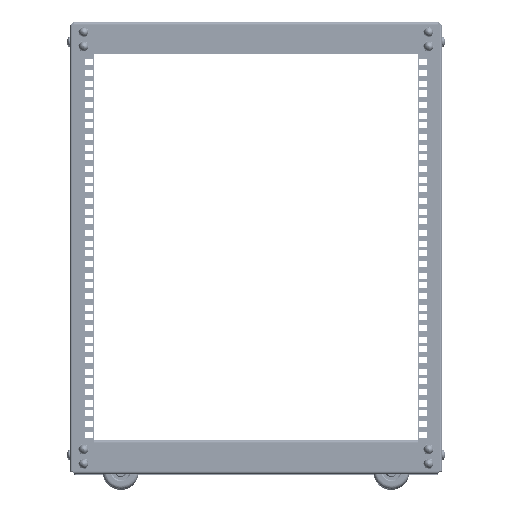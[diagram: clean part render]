
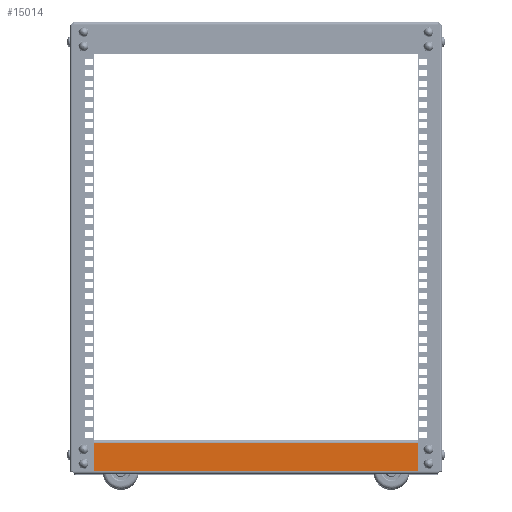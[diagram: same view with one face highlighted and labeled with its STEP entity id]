
A CAD part, top view. The second image highlights one B-rep face of the part: STEP entity #15014.
In plain terms, the highlighted face is planar.
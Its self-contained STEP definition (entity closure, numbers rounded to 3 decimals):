
#221 = DIRECTION ( 'NONE',  ( 0., 0., -1. ) ) ;
#357 = ORIENTED_EDGE ( 'NONE', *, *, #44185, .F. ) ;
#1619 = FACE_BOUND ( 'NONE', #29384, .T. ) ;
#1806 = AXIS2_PLACEMENT_3D ( 'NONE', #45047, #26936, #5060 ) ;
#2405 = VERTEX_POINT ( 'NONE', #45089 ) ;
#3278 = VERTEX_POINT ( 'NONE', #16527 ) ;
#3523 = PLANE ( 'NONE',  #15115 ) ;
#3910 = DIRECTION ( 'NONE',  ( 0., 0., 1. ) ) ;
#4419 = EDGE_CURVE ( 'NONE', #7997, #39563, #30964, .T. ) ;
#4947 = VECTOR ( 'NONE', #5124, 1000. ) ;
#5060 = DIRECTION ( 'NONE',  ( 0., 0., 1. ) ) ;
#5124 = DIRECTION ( 'NONE',  ( 0., -1., 0. ) ) ;
#5240 = CIRCLE ( 'NONE', #18169, 4.5 ) ;
#5498 = CARTESIAN_POINT ( 'NONE',  ( 0., 34., 244.75 ) ) ;
#5667 = CARTESIAN_POINT ( 'NONE',  ( 0., 34., 240.25 ) ) ;
#6137 = CARTESIAN_POINT ( 'NONE',  ( 0., 43.5, -253. ) ) ;
#6600 = DIRECTION ( 'NONE',  ( -1., 0., 0. ) ) ;
#6843 = CARTESIAN_POINT ( 'NONE',  ( 0., 45., 253. ) ) ;
#7997 = VERTEX_POINT ( 'NONE', #30773 ) ;
#8738 = AXIS2_PLACEMENT_3D ( 'NONE', #5667, #23900, #34906 ) ;
#9020 = CIRCLE ( 'NONE', #1806, 4.5 ) ;
#9535 = FACE_OUTER_BOUND ( 'NONE', #25659, .T. ) ;
#10982 = VERTEX_POINT ( 'NONE', #40080 ) ;
#11222 = VECTOR ( 'NONE', #34818, 1000. ) ;
#11356 = EDGE_LOOP ( 'NONE', ( #357, #33908 ) ) ;
#11786 = CARTESIAN_POINT ( 'NONE',  ( 0., 14., -240.25 ) ) ;
#12751 = CARTESIAN_POINT ( 'NONE',  ( 0., 45., 253. ) ) ;
#13452 = ORIENTED_EDGE ( 'NONE', *, *, #43442, .F. ) ;
#13589 = CARTESIAN_POINT ( 'NONE',  ( 0., 34., -240.25 ) ) ;
#14025 = CARTESIAN_POINT ( 'NONE',  ( 0., 43.5, 253. ) ) ;
#15014 = ADVANCED_FACE ( 'NONE', ( #27121, #24223, #1619, #42892, #9535 ), #3523, .F. ) ;
#15115 = AXIS2_PLACEMENT_3D ( 'NONE', #6843, #24895, #22199 ) ;
#15358 = CARTESIAN_POINT ( 'NONE',  ( 0., 34., -240.25 ) ) ;
#15474 = AXIS2_PLACEMENT_3D ( 'NONE', #43422, #25445, #3910 ) ;
#16259 = EDGE_CURVE ( 'NONE', #24124, #24797, #19874, .T. ) ;
#16287 = DIRECTION ( 'NONE',  ( 0., 0., 1. ) ) ;
#16527 = CARTESIAN_POINT ( 'NONE',  ( 0., 3.5, 253. ) ) ;
#17379 = DIRECTION ( 'NONE',  ( 0., 0., 1. ) ) ;
#17634 = EDGE_CURVE ( 'NONE', #32861, #3278, #38337, .T. ) ;
#18169 = AXIS2_PLACEMENT_3D ( 'NONE', #21439, #21747, #42895 ) ;
#18205 = CARTESIAN_POINT ( 'NONE',  ( 0., 34., 240.25 ) ) ;
#18554 = EDGE_CURVE ( 'NONE', #10982, #23950, #40024, .T. ) ;
#19842 = CARTESIAN_POINT ( 'NONE',  ( 0., 14., 235.75 ) ) ;
#19874 = CIRCLE ( 'NONE', #45122, 4.5 ) ;
#20575 = LINE ( 'NONE', #39895, #25665 ) ;
#21439 = CARTESIAN_POINT ( 'NONE',  ( 0., 14., 240.25 ) ) ;
#21591 = CARTESIAN_POINT ( 'NONE',  ( 0., 14., -244.75 ) ) ;
#21747 = DIRECTION ( 'NONE',  ( -1., 0., 0. ) ) ;
#21757 = EDGE_LOOP ( 'NONE', ( #45357, #23573 ) ) ;
#22023 = EDGE_CURVE ( 'NONE', #43469, #2405, #43441, .T. ) ;
#22199 = DIRECTION ( 'NONE',  ( 0., 1., 0. ) ) ;
#23573 = ORIENTED_EDGE ( 'NONE', *, *, #24034, .F. ) ;
#23900 = DIRECTION ( 'NONE',  ( -1., 0., 0. ) ) ;
#23950 = VERTEX_POINT ( 'NONE', #5498 ) ;
#24034 = EDGE_CURVE ( 'NONE', #29764, #24968, #5240, .T. ) ;
#24124 = VERTEX_POINT ( 'NONE', #21591 ) ;
#24146 = EDGE_CURVE ( 'NONE', #32861, #43469, #20575, .T. ) ;
#24223 = FACE_BOUND ( 'NONE', #21757, .T. ) ;
#24797 = VERTEX_POINT ( 'NONE', #40774 ) ;
#24895 = DIRECTION ( 'NONE',  ( 1., 0., 0. ) ) ;
#24968 = VERTEX_POINT ( 'NONE', #34301 ) ;
#25445 = DIRECTION ( 'NONE',  ( -1., 0., 0. ) ) ;
#25659 = EDGE_LOOP ( 'NONE', ( #38098, #28609, #35063, #27472 ) ) ;
#25665 = VECTOR ( 'NONE', #221, 1000. ) ;
#26098 = CIRCLE ( 'NONE', #8738, 4.5 ) ;
#26587 = LINE ( 'NONE', #32019, #36156 ) ;
#26936 = DIRECTION ( 'NONE',  ( -1., 0., 0. ) ) ;
#27121 = FACE_BOUND ( 'NONE', #44058, .T. ) ;
#27472 = ORIENTED_EDGE ( 'NONE', *, *, #17634, .F. ) ;
#28609 = ORIENTED_EDGE ( 'NONE', *, *, #22023, .T. ) ;
#29384 = EDGE_LOOP ( 'NONE', ( #31757, #35311 ) ) ;
#29747 = AXIS2_PLACEMENT_3D ( 'NONE', #18205, #43457, #39985 ) ;
#29764 = VERTEX_POINT ( 'NONE', #19842 ) ;
#29854 = DIRECTION ( 'NONE',  ( -1., 0., 0. ) ) ;
#30773 = CARTESIAN_POINT ( 'NONE',  ( 0., 34., -244.75 ) ) ;
#30964 = CIRCLE ( 'NONE', #41770, 4.5 ) ;
#31310 = CARTESIAN_POINT ( 'NONE',  ( 0., 34., -235.75 ) ) ;
#31434 = EDGE_CURVE ( 'NONE', #24968, #29764, #44518, .T. ) ;
#31757 = ORIENTED_EDGE ( 'NONE', *, *, #40949, .F. ) ;
#32019 = CARTESIAN_POINT ( 'NONE',  ( 0., 3.5, -253. ) ) ;
#32175 = DIRECTION ( 'NONE',  ( 0., 0., 1. ) ) ;
#32861 = VERTEX_POINT ( 'NONE', #14025 ) ;
#33908 = ORIENTED_EDGE ( 'NONE', *, *, #16259, .F. ) ;
#34301 = CARTESIAN_POINT ( 'NONE',  ( 0., 14., 244.75 ) ) ;
#34818 = DIRECTION ( 'NONE',  ( 0., -1., 0. ) ) ;
#34906 = DIRECTION ( 'NONE',  ( 0., 0., 1. ) ) ;
#34951 = AXIS2_PLACEMENT_3D ( 'NONE', #15358, #45021, #16287 ) ;
#35063 = ORIENTED_EDGE ( 'NONE', *, *, #38706, .T. ) ;
#35311 = ORIENTED_EDGE ( 'NONE', *, *, #4419, .F. ) ;
#36156 = VECTOR ( 'NONE', #32175, 1000. ) ;
#38098 = ORIENTED_EDGE ( 'NONE', *, *, #24146, .T. ) ;
#38337 = LINE ( 'NONE', #12751, #4947 ) ;
#38706 = EDGE_CURVE ( 'NONE', #2405, #3278, #26587, .T. ) ;
#39563 = VERTEX_POINT ( 'NONE', #31310 ) ;
#39895 = CARTESIAN_POINT ( 'NONE',  ( 0., 43.5, 253. ) ) ;
#39985 = DIRECTION ( 'NONE',  ( 0., 0., 1. ) ) ;
#40024 = CIRCLE ( 'NONE', #29747, 4.5 ) ;
#40080 = CARTESIAN_POINT ( 'NONE',  ( 0., 34., 235.75 ) ) ;
#40378 = DIRECTION ( 'NONE',  ( 0., 0., 1. ) ) ;
#40774 = CARTESIAN_POINT ( 'NONE',  ( 0., 14., -235.75 ) ) ;
#40949 = EDGE_CURVE ( 'NONE', #39563, #7997, #45016, .T. ) ;
#41770 = AXIS2_PLACEMENT_3D ( 'NONE', #13589, #6600, #17379 ) ;
#42892 = FACE_BOUND ( 'NONE', #11356, .T. ) ;
#42895 = DIRECTION ( 'NONE',  ( 0., 0., 1. ) ) ;
#43422 = CARTESIAN_POINT ( 'NONE',  ( 0., 14., 240.25 ) ) ;
#43441 = LINE ( 'NONE', #46356, #11222 ) ;
#43442 = EDGE_CURVE ( 'NONE', #23950, #10982, #26098, .T. ) ;
#43457 = DIRECTION ( 'NONE',  ( -1., 0., 0. ) ) ;
#43469 = VERTEX_POINT ( 'NONE', #6137 ) ;
#44058 = EDGE_LOOP ( 'NONE', ( #13452, #44369 ) ) ;
#44185 = EDGE_CURVE ( 'NONE', #24797, #24124, #9020, .T. ) ;
#44369 = ORIENTED_EDGE ( 'NONE', *, *, #18554, .F. ) ;
#44518 = CIRCLE ( 'NONE', #15474, 4.5 ) ;
#45016 = CIRCLE ( 'NONE', #34951, 4.5 ) ;
#45021 = DIRECTION ( 'NONE',  ( -1., 0., 0. ) ) ;
#45047 = CARTESIAN_POINT ( 'NONE',  ( 0., 14., -240.25 ) ) ;
#45089 = CARTESIAN_POINT ( 'NONE',  ( 0., 3.5, -253. ) ) ;
#45122 = AXIS2_PLACEMENT_3D ( 'NONE', #11786, #29854, #40378 ) ;
#45357 = ORIENTED_EDGE ( 'NONE', *, *, #31434, .F. ) ;
#46356 = CARTESIAN_POINT ( 'NONE',  ( 0., 45., -253. ) ) ;
